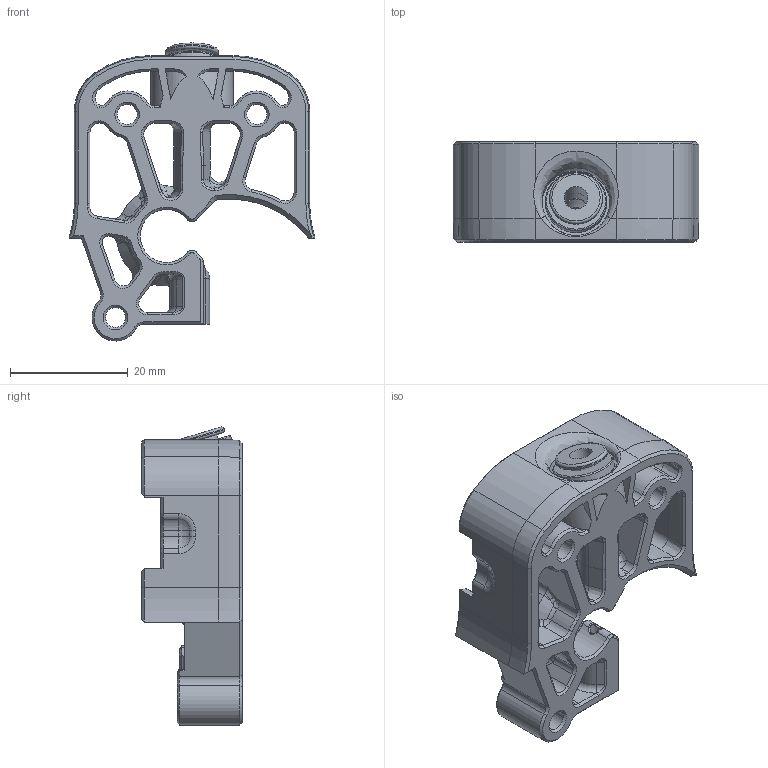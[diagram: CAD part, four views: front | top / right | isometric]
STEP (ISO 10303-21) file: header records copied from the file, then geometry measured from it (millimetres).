
FILE_DESCRIPTION(/* description */ (''),/* implementation_level */ '2;1');
FILE_NAME(/* name */ 'MiniAB_MidBody_ECAS_Fitting.step',/* time_stamp */ '2021-08-27T21:52:27+02:00',/* author */ (''),/* organization */ (''),/* preprocessor_version */ 'ST-DEVELOPER v18.1',/* originating_system */ 'Autodesk Translation Framework v10.10.0.1391',/* authorisation */ '');
FILE_SCHEMA (('AUTOMOTIVE_DESIGN { 1 0 10303 214 3 1 1 }'));
Length unit declared in the file: millimetre
Products named in the file (7): SensorizedToolhead; Mini_Afterburner; Mid_Body; PTFE_Fit v3; EASUN ECAS04 v3; Main body; Release clip
Assembly tree (6 placements, depth 4):
  SensorizedToolhead
    Mini_Afterburner
      Mid_Body
    PTFE_Fit v3
      EASUN ECAS04 v3
        Main body
        Release clip
Bounding box: 41.78 x 17.05 x 50.64 mm (x, y, z)
Volume: 9285.3 mm3; surface area: 8593.3 mm2
Topology: 3 solids, 3 shells, 610 faces, 1513 edges, 905 vertices
Faces by surface type: cone 162, plane 160, cylinder 154, bspline 95, torus 32, sphere 7
Full cylindrical faces by diameter (mm): 2 x2, 3.4 x3, 4 x2, 4.3 x2, 5.6 x1, 6 x1, 8 x2, 8.47 x1, 8.5 x1, 8.8 x1, 9 x1, 10.45 x1, 11.5 x1
Entity records: 25817 total; most frequent: CARTESIAN_POINT 11672, ORIENTED_EDGE 3020, DIRECTION 2890, EDGE_CURVE 1510, AXIS2_PLACEMENT_3D 1134, VERTEX_POINT 904, EDGE_LOOP 636, LINE 622
